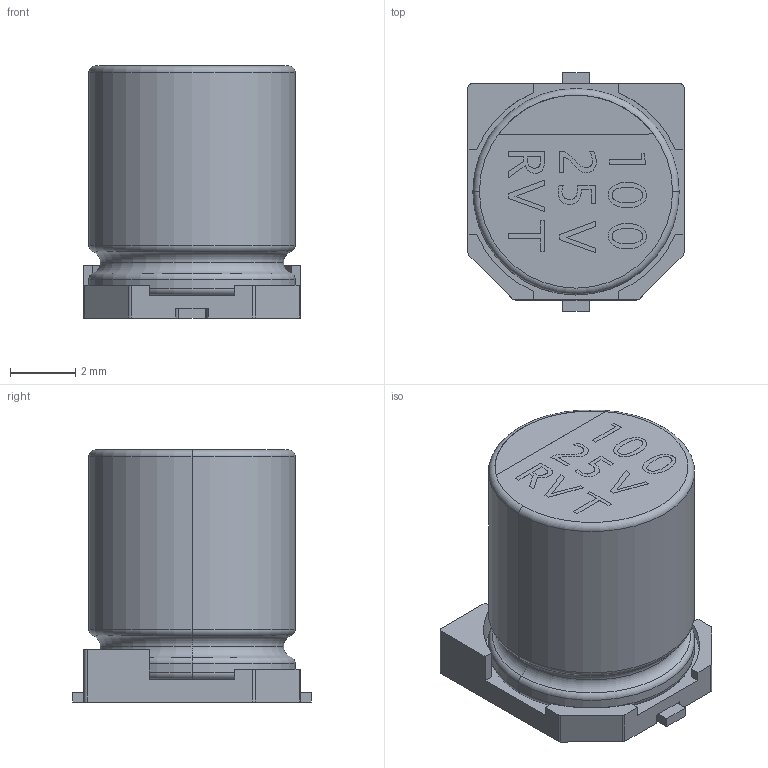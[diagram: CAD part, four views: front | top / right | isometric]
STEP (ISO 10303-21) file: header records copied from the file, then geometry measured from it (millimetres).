
FILE_DESCRIPTION (( 'STEP AP214' ), '1' );
FILE_NAME ('3B1EB43C-9ADC-4014-9EAA-60C43021C8F4.STEP', '2023-12-17T15:53:28', ( '' ), ( '' ), 'SwSTEP 2.0', 'SolidWorks 2022', '' );
FILE_SCHEMA (( 'AUTOMOTIVE_DESIGN' ));
Length unit declared in the file: millimetre
Products named in the file (1): 3B1EB43C-9ADC-4014-9EAA-60C43021C8F4
Bounding box: 6.6 x 7.3 x 7.7 mm (x, y, z)
Volume: 247 mm3; surface area: 290.1 mm2
Topology: 11 solids, 11 shells, 188 faces, 479 edges, 312 vertices
Faces by surface type: plane 118, bspline 35, cylinder 23, torus 12
Entity records: 9809 total; most frequent: CARTESIAN_POINT 3223, ORIENTED_EDGE 958, DIRECTION 789, EDGE_CURVE 479, VECTOR 337, LINE 337, VERTEX_POINT 312, AXIS2_PLACEMENT_3D 226
